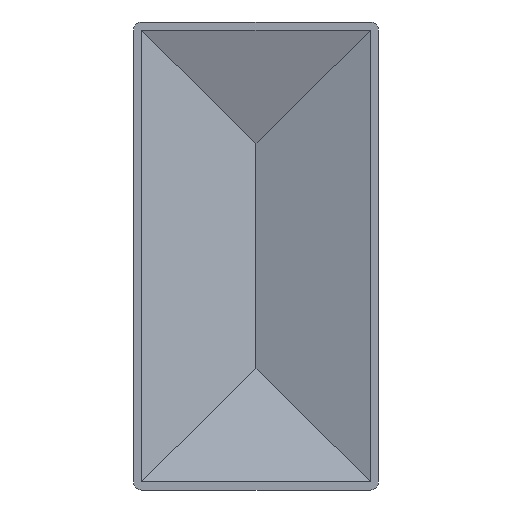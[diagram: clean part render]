
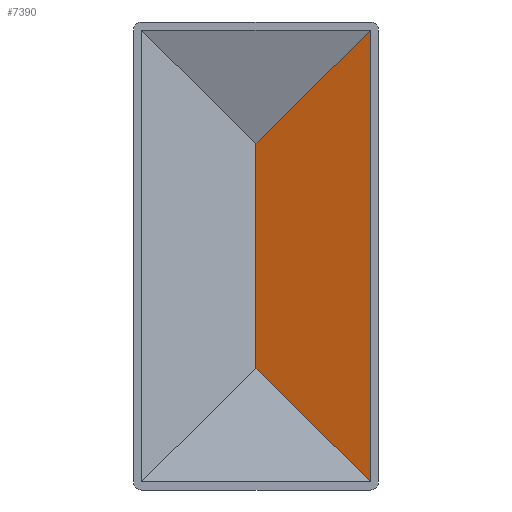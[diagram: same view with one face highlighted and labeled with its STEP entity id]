
A CAD part, front view. The second image highlights one B-rep face of the part: STEP entity #7390.
In plain terms, the highlighted planar face has unit normal (-0.329, -0.944, 0).
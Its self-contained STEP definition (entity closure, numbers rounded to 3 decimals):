
#2284 = ORIENTED_EDGE ( 'NONE', *, *, #4423, .T. ) ;
#2326 = VERTEX_POINT ( 'NONE', #8336 ) ;
#2960 = DIRECTION ( 'NONE',  ( -0.329, -0.944, 0. ) ) ;
#3520 = ORIENTED_EDGE ( 'NONE', *, *, #4245, .F. ) ;
#3954 = DIRECTION ( 'NONE',  ( 0., 0., 1. ) ) ;
#4060 = LINE ( 'NONE', #4708, #7830 ) ;
#4245 = EDGE_CURVE ( 'NONE', #7287, #13131, #4060, .T. ) ;
#4402 = LINE ( 'NONE', #12451, #7982 ) ;
#4423 = EDGE_CURVE ( 'NONE', #2326, #12731, #7306, .T. ) ;
#4708 = CARTESIAN_POINT ( 'NONE',  ( 0., 14.5, -42. ) ) ;
#4883 = CARTESIAN_POINT ( 'NONE',  ( 0., 14.5, -20.242 ) ) ;
#5078 = EDGE_CURVE ( 'NONE', #13131, #12731, #7970, .T. ) ;
#5251 = VECTOR ( 'NONE', #13055, 1000. ) ;
#5438 = CARTESIAN_POINT ( 'NONE',  ( -29.314, 24.724, -8.727 ) ) ;
#6006 = CARTESIAN_POINT ( 'NONE',  ( 20.5, 7.35, 40.5 ) ) ;
#6009 = CARTESIAN_POINT ( 'NONE',  ( 20.5, 7.35, -42. ) ) ;
#6781 = EDGE_LOOP ( 'NONE', ( #2284, #9460, #3520, #11756 ) ) ;
#6928 = FACE_OUTER_BOUND ( 'NONE', #6781, .T. ) ;
#7287 = VERTEX_POINT ( 'NONE', #4883 ) ;
#7306 = LINE ( 'NONE', #6009, #13775 ) ;
#7390 = ADVANCED_FACE ( 'NONE', ( #6928 ), #13840, .T. ) ;
#7830 = VECTOR ( 'NONE', #12323, 1000. ) ;
#7970 = LINE ( 'NONE', #5438, #5251 ) ;
#7982 = VECTOR ( 'NONE', #13537, 1000. ) ;
#8336 = CARTESIAN_POINT ( 'NONE',  ( 20.5, 7.35, -40.5 ) ) ;
#8398 = CARTESIAN_POINT ( 'NONE',  ( 0., 14.5, -42. ) ) ;
#9460 = ORIENTED_EDGE ( 'NONE', *, *, #5078, .F. ) ;
#10577 = DIRECTION ( 'NONE',  ( 0.944, -0.329, 0. ) ) ;
#11756 = ORIENTED_EDGE ( 'NONE', *, *, #12733, .T. ) ;
#12323 = DIRECTION ( 'NONE',  ( 0., 0., 1. ) ) ;
#12451 = CARTESIAN_POINT ( 'NONE',  ( 0.245, 14.415, -20.483 ) ) ;
#12731 = VERTEX_POINT ( 'NONE', #6006 ) ;
#12733 = EDGE_CURVE ( 'NONE', #7287, #2326, #4402, .T. ) ;
#12763 = CARTESIAN_POINT ( 'NONE',  ( 0., 14.5, 20.242 ) ) ;
#13055 = DIRECTION ( 'NONE',  ( 0.69, -0.241, 0.682 ) ) ;
#13131 = VERTEX_POINT ( 'NONE', #12763 ) ;
#13537 = DIRECTION ( 'NONE',  ( 0.69, -0.241, -0.682 ) ) ;
#13775 = VECTOR ( 'NONE', #3954, 1000. ) ;
#13840 = PLANE ( 'NONE',  #13899 ) ;
#13899 = AXIS2_PLACEMENT_3D ( 'NONE', #8398, #2960, #10577 ) ;
